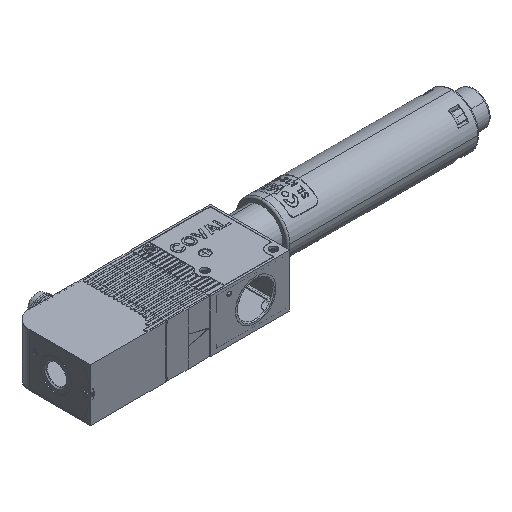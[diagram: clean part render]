
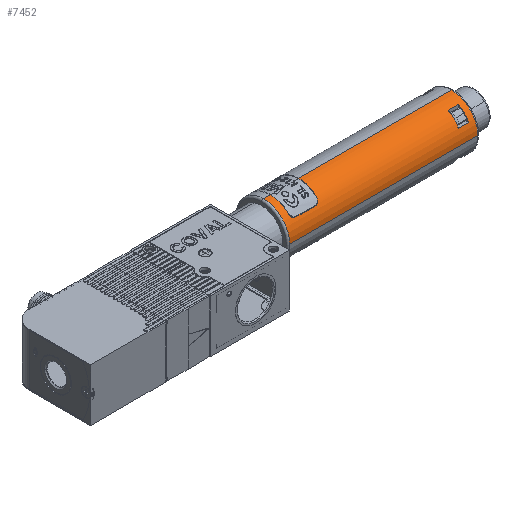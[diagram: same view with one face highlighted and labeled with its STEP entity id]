
A CAD part, isometric view. The second image highlights one B-rep face of the part: STEP entity #7452.
In plain terms, the highlighted cylindrical face has radius 15 mm (diameter 30 mm), a partial arc.
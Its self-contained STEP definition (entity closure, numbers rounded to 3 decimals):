
#7452=ADVANCED_FACE('',(#15396,#15397),#15398,.T.);
#15396=FACE_BOUND('',#36073,.T.);
#15397=FACE_OUTER_BOUND('',#36074,.T.);
#15398=CYLINDRICAL_SURFACE('',#36075,15.0);
#36073=EDGE_LOOP('',(#72221,#72222,#72223,#72224));
#36074=EDGE_LOOP('',(#72225,#72226,#72227,#72228,#72229,#72230,#72231,#72232,#72233,#72234));
#36075=AXIS2_PLACEMENT_3D('',#72235,#72236,#72237);
#72221=ORIENTED_EDGE('',*,*,#83788,.F.);
#72222=ORIENTED_EDGE('',*,*,#83789,.T.);
#72223=ORIENTED_EDGE('',*,*,#83790,.T.);
#72224=ORIENTED_EDGE('',*,*,#83791,.F.);
#72225=ORIENTED_EDGE('',*,*,#83792,.T.);
#72226=ORIENTED_EDGE('',*,*,#83793,.T.);
#72227=ORIENTED_EDGE('',*,*,#83794,.T.);
#72228=ORIENTED_EDGE('',*,*,#83795,.T.);
#72229=ORIENTED_EDGE('',*,*,#83796,.T.);
#72230=ORIENTED_EDGE('',*,*,#83797,.T.);
#72231=ORIENTED_EDGE('',*,*,#83798,.T.);
#72232=ORIENTED_EDGE('',*,*,#83799,.T.);
#72233=ORIENTED_EDGE('',*,*,#83800,.F.);
#72234=ORIENTED_EDGE('',*,*,#83801,.F.);
#72235=CARTESIAN_POINT('',(50.0,0.0,0.));
#72236=DIRECTION('',(-1.0,0.0,0.0));
#72237=DIRECTION('',(0.0,0.0,1.0));
#83788=EDGE_CURVE('',#97499,#97500,#97501,.T.);
#83789=EDGE_CURVE('',#97499,#97502,#97503,.T.);
#83790=EDGE_CURVE('',#97502,#97504,#97505,.T.);
#83791=EDGE_CURVE('',#97500,#97504,#97506,.T.);
#83792=EDGE_CURVE('',#97507,#97402,#97508,.T.);
#83793=EDGE_CURVE('',#97402,#97509,#97510,.T.);
#83794=EDGE_CURVE('',#97509,#97511,#97512,.T.);
#83795=EDGE_CURVE('',#97511,#97513,#97514,.T.);
#83796=EDGE_CURVE('',#97513,#97515,#97516,.T.);
#83797=EDGE_CURVE('',#97515,#97517,#97518,.T.);
#83798=EDGE_CURVE('',#97517,#97519,#97520,.T.);
#83799=EDGE_CURVE('',#97519,#97451,#97521,.T.);
#83800=EDGE_CURVE('',#97522,#97451,#97523,.T.);
#83801=EDGE_CURVE('',#97507,#97522,#97524,.T.);
#97402=VERTEX_POINT('',#122764);
#97451=VERTEX_POINT('',#122819);
#97499=VERTEX_POINT('',#122877);
#97500=VERTEX_POINT('',#122878);
#97501=CIRCLE('',#122879,15.0);
#97502=VERTEX_POINT('',#122880);
#97503=LINE('',#122881,#122882);
#97504=VERTEX_POINT('',#122883);
#97505=CIRCLE('',#122884,15.0);
#97506=LINE('',#122885,#122886);
#97507=VERTEX_POINT('',#122887);
#97508=CIRCLE('',#122888,15.0);
#97509=VERTEX_POINT('',#122889);
#97510=LINE('',#122890,#122891);
#97511=VERTEX_POINT('',#122892);
#97512=CIRCLE('',#122893,15.0);
#97513=VERTEX_POINT('',#122894);
#97514=B_SPLINE_CURVE_WITH_KNOTS('',3,(#122895,#122896,#122897,#122898,#122899,#122900,#122901,#122902,#122903,#122904,#122905,#122906,#122907,#122908,#122909,#122910),.UNSPECIFIED.,.F.,.F.,(4,2,2,2,2,2,2,4),(0.0,0.001,0.001,0.002,0.002,0.003,0.003,0.004),.UNSPECIFIED.);
#97515=VERTEX_POINT('',#122911);
#97516=LINE('',#122912,#122913);
#97517=VERTEX_POINT('',#122914);
#97518=B_SPLINE_CURVE_WITH_KNOTS('',3,(#122915,#122916,#122917,#122918,#122919,#122920,#122921,#122922,#122923,#122924,#122925,#122926,#122927,#122928),.UNSPECIFIED.,.F.,.F.,(4,2,2,2,2,2,4),(0.0,0.,0.001,0.001,0.002,0.003,0.004),.UNSPECIFIED.);
#97519=VERTEX_POINT('',#122929);
#97520=CIRCLE('',#122930,15.0);
#97521=LINE('',#122931,#122932);
#97522=VERTEX_POINT('',#122933);
#97523=CIRCLE('',#122934,15.0);
#97524=LINE('',#122935,#122936);
#122764=CARTESIAN_POINT('',(170.0,0.0,15.0));
#122819=CARTESIAN_POINT('',(63.0,0.0,15.0));
#122877=CARTESIAN_POINT('',(161.0,-7.2,13.159));
#122878=CARTESIAN_POINT('',(161.0,-13.159,7.2));
#122879=AXIS2_PLACEMENT_3D('',#137366,#137367,#137368);
#122880=CARTESIAN_POINT('',(166.7,-7.2,13.159));
#122881=CARTESIAN_POINT('',(161.0,-7.2,13.159));
#122882=VECTOR('',#137369,1000.0);
#122883=CARTESIAN_POINT('',(166.7,-13.159,7.2));
#122884=AXIS2_PLACEMENT_3D('',#137370,#137371,#137372);
#122885=CARTESIAN_POINT('',(161.0,-13.159,7.2));
#122886=VECTOR('',#137373,1000.0);
#122887=CARTESIAN_POINT('',(170.0,-15.0,0.));
#122888=AXIS2_PLACEMENT_3D('',#137374,#137375,#137376);
#122889=CARTESIAN_POINT('',(83.0,0.0,15.0));
#122890=CARTESIAN_POINT('',(50.0,0.0,15.0));
#122891=VECTOR('',#137377,1000.0);
#122892=CARTESIAN_POINT('',(83.0,-10.,11.18));
#122893=AXIS2_PLACEMENT_3D('',#137378,#137379,#137380);
#122894=CARTESIAN_POINT('',(81.0,-12.0,9.0));
#122895=CARTESIAN_POINT('',(83.0,-10.,11.18));
#122896=CARTESIAN_POINT('',(83.0,-10.244,10.962));
#122897=CARTESIAN_POINT('',(82.957,-10.476,10.741));
#122898=CARTESIAN_POINT('',(82.834,-10.806,10.405));
#122899=CARTESIAN_POINT('',(82.783,-10.914,10.292));
#122900=CARTESIAN_POINT('',(82.663,-11.118,10.07));
#122901=CARTESIAN_POINT('',(82.593,-11.215,9.962));
#122902=CARTESIAN_POINT('',(82.434,-11.399,9.751));
#122903=CARTESIAN_POINT('',(82.345,-11.486,9.648));
#122904=CARTESIAN_POINT('',(82.14,-11.649,9.451));
#122905=CARTESIAN_POINT('',(82.026,-11.723,9.359));
#122906=CARTESIAN_POINT('',(81.772,-11.85,9.197));
#122907=CARTESIAN_POINT('',(81.631,-11.904,9.127));
#122908=CARTESIAN_POINT('',(81.329,-11.979,9.028));
#122909=CARTESIAN_POINT('',(81.165,-12.0,9.));
#122910=CARTESIAN_POINT('',(81.0,-12.0,9.0));
#122911=CARTESIAN_POINT('',(69.0,-12.0,9.));
#122912=CARTESIAN_POINT('',(50.0,-12.0,9.));
#122913=VECTOR('',#137381,1000.0);
#122914=CARTESIAN_POINT('',(67.0,-10.,11.18));
#122915=CARTESIAN_POINT('',(69.0,-12.0,9.));
#122916=CARTESIAN_POINT('',(68.835,-12.0,9.));
#122917=CARTESIAN_POINT('',(68.676,-11.98,9.027));
#122918=CARTESIAN_POINT('',(68.371,-11.905,9.125));
#122919=CARTESIAN_POINT('',(68.233,-11.852,9.194));
#122920=CARTESIAN_POINT('',(67.977,-11.725,9.357));
#122921=CARTESIAN_POINT('',(67.864,-11.651,9.448));
#122922=CARTESIAN_POINT('',(67.66,-11.491,9.643));
#122923=CARTESIAN_POINT('',(67.569,-11.402,9.747));
#122924=CARTESIAN_POINT('',(67.327,-11.124,10.067));
#122925=CARTESIAN_POINT('',(67.209,-10.92,10.288));
#122926=CARTESIAN_POINT('',(67.043,-10.477,10.739));
#122927=CARTESIAN_POINT('',(67.0,-10.244,10.962));
#122928=CARTESIAN_POINT('',(67.0,-10.,11.18));
#122929=CARTESIAN_POINT('',(67.0,0.0,15.0));
#122930=AXIS2_PLACEMENT_3D('',#137382,#137383,#137384);
#122931=CARTESIAN_POINT('',(50.0,0.0,15.0));
#122932=VECTOR('',#137385,1000.0);
#122933=CARTESIAN_POINT('',(63.0,-15.0,0.));
#122934=AXIS2_PLACEMENT_3D('',#137386,#137387,#137388);
#122935=CARTESIAN_POINT('',(50.0,-15.0,0.));
#122936=VECTOR('',#137389,1000.0);
#137366=CARTESIAN_POINT('',(161.0,0.0,0.));
#137367=DIRECTION('',(1.0,0.0,0.0));
#137368=DIRECTION('',(0.0,0.0,-1.0));
#137369=DIRECTION('',(1.0,0.0,0.0));
#137370=CARTESIAN_POINT('',(166.7,0.0,0.));
#137371=DIRECTION('',(1.0,0.0,0.0));
#137372=DIRECTION('',(0.0,0.0,-1.0));
#137373=DIRECTION('',(1.0,0.0,0.0));
#137374=CARTESIAN_POINT('',(170.0,0.0,0.));
#137375=DIRECTION('',(-1.0,0.0,0.0));
#137376=DIRECTION('',(0.0,0.0,1.0));
#137377=DIRECTION('',(-1.0,-0.0,-0.0));
#137378=CARTESIAN_POINT('',(83.0,0.0,0.));
#137379=DIRECTION('',(1.0,0.0,0.0));
#137380=DIRECTION('',(0.0,0.0,-1.0));
#137381=DIRECTION('',(-1.0,-0.0,-0.0));
#137382=CARTESIAN_POINT('',(67.0,0.0,0.));
#137383=DIRECTION('',(-1.0,0.,0.0));
#137384=DIRECTION('',(0.,-1.0,0.0));
#137385=DIRECTION('',(-1.0,-0.0,-0.0));
#137386=CARTESIAN_POINT('',(63.0,0.0,0.));
#137387=DIRECTION('',(-1.0,0.0,0.0));
#137388=DIRECTION('',(0.0,0.0,1.0));
#137389=DIRECTION('',(-1.0,-0.0,-0.0));
